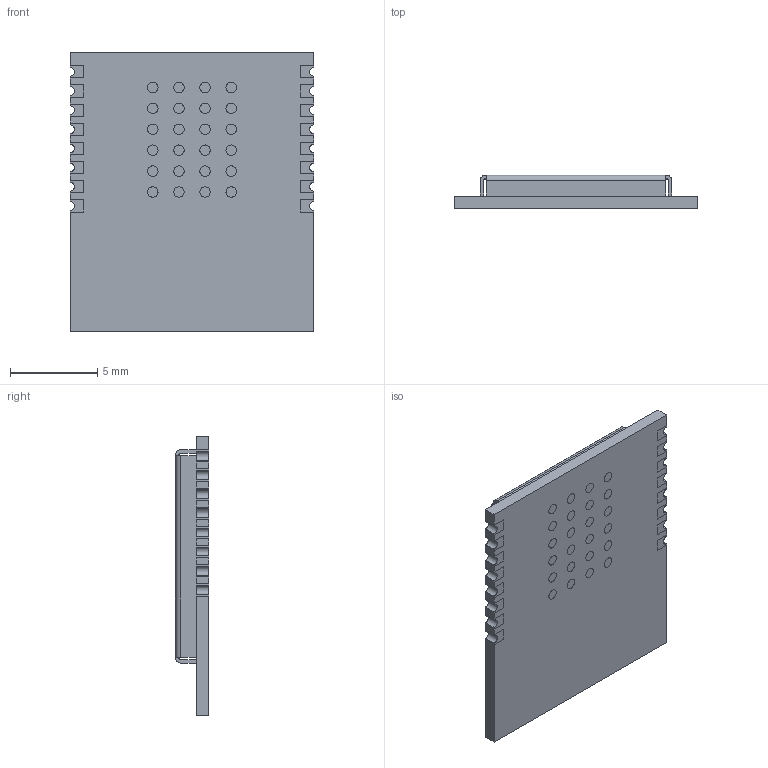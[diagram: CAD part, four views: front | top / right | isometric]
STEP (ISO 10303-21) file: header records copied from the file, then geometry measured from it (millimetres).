
FILE_DESCRIPTION (( 'STEP AP214' ), '1' );
FILE_NAME ('BT832.STEP', '2021-03-01T15:52:57', ( '' ), ( '' ), 'SwSTEP 2.0', 'SolidWorks 2017', '' );
FILE_SCHEMA (( 'AUTOMOTIVE_DESIGN' ));
Length unit declared in the file: millimetre
Products named in the file (1): BT832
Bounding box: 14 x 1.9 x 16 mm (x, y, z)
Volume: 190.5 mm3; surface area: 930.3 mm2
Topology: 42 solids, 42 shells, 396 faces, 864 edges, 576 vertices
Faces by surface type: plane 276, cylinder 120
Entity records: 11231 total; most frequent: DIRECTION 1898, CARTESIAN_POINT 1837, ORIENTED_EDGE 1728, EDGE_CURVE 864, AXIS2_PLACEMENT_3D 637, LINE 624, VECTOR 624, VERTEX_POINT 576
